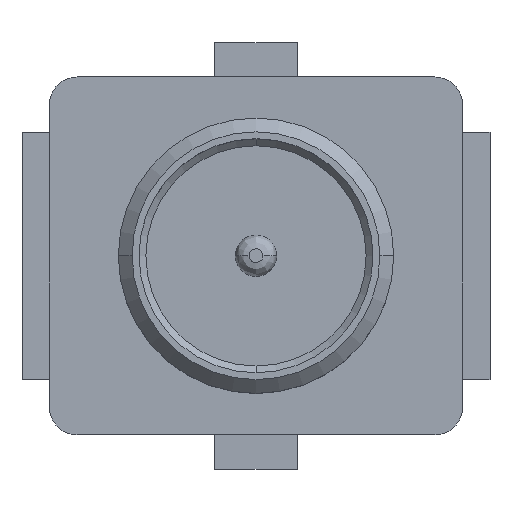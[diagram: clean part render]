
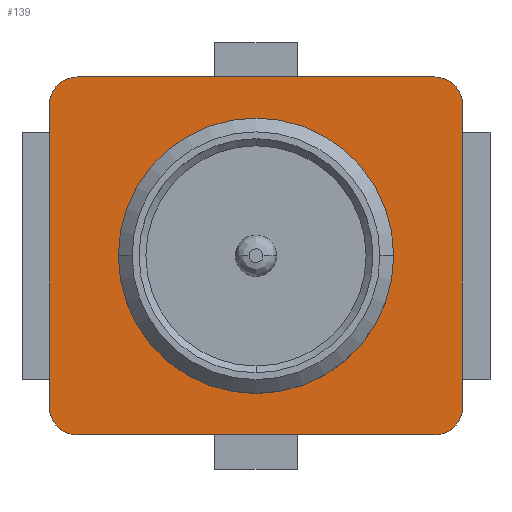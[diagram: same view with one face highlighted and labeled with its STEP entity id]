
A CAD part, top view. The second image highlights one B-rep face of the part: STEP entity #139.
In plain terms, the highlighted planar face has unit normal (0, 0, 1).
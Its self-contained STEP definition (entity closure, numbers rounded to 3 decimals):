
#45 = EDGE_CURVE ( 'NONE', #46, #333, #698, .T. ) ;
#46 = VERTEX_POINT ( 'NONE', #694 ) ;
#90 = EDGE_CURVE ( 'NONE', #333, #294, #907, .T. ) ;
#138 = EDGE_CURVE ( 'NONE', #151, #46, #1041, .T. ) ;
#139 = ADVANCED_FACE ( 'NONE', ( #1108 ), #1022, .T. ) ;
#140 = ORIENTED_EDGE ( 'NONE', *, *, #153, .T. ) ;
#141 = ORIENTED_EDGE ( 'NONE', *, *, #138, .T. ) ;
#142 = ORIENTED_EDGE ( 'NONE', *, *, #45, .T. ) ;
#143 = ORIENTED_EDGE ( 'NONE', *, *, #90, .T. ) ;
#144 = ORIENTED_EDGE ( 'NONE', *, *, #286, .T. ) ;
#145 = ORIENTED_EDGE ( 'NONE', *, *, #282, .T. ) ;
#146 = ORIENTED_EDGE ( 'NONE', *, *, #158, .T. ) ;
#147 = EDGE_LOOP ( 'NONE', ( #140, #141, #142, #143, #144, #145, #146, #332 ) ) ;
#151 = VERTEX_POINT ( 'NONE', #1017 ) ;
#153 = EDGE_CURVE ( 'NONE', #166, #151, #1015, .T. ) ;
#158 = EDGE_CURVE ( 'NONE', #281, #172, #1043, .T. ) ;
#159 = EDGE_CURVE ( 'NONE', #172, #166, #1169, .T. ) ;
#166 = VERTEX_POINT ( 'NONE', #1088 ) ;
#172 = VERTEX_POINT ( 'NONE', #1083 ) ;
#281 = VERTEX_POINT ( 'NONE', #1539 ) ;
#282 = EDGE_CURVE ( 'NONE', #295, #281, #1538, .T. ) ;
#286 = EDGE_CURVE ( 'NONE', #294, #295, #1532, .T. ) ;
#294 = VERTEX_POINT ( 'NONE', #1623 ) ;
#295 = VERTEX_POINT ( 'NONE', #1618 ) ;
#332 = ORIENTED_EDGE ( 'NONE', *, *, #159, .T. ) ;
#333 = VERTEX_POINT ( 'NONE', #1756 ) ;
#694 = CARTESIAN_POINT ( 'NONE',  ( 1.3, 1.3, 0.35 ) ) ;
#695 = DIRECTION ( 'NONE',  ( -1., 0., 0. ) ) ;
#696 = VECTOR ( 'NONE', #695, 1000. ) ;
#697 = CARTESIAN_POINT ( 'NONE',  ( 0., 1.3, 0.35 ) ) ;
#698 = LINE ( 'NONE', #697, #696 ) ;
#863 = DIRECTION ( 'NONE',  ( -1., 0., 0. ) ) ;
#864 = DIRECTION ( 'NONE',  ( 0., 0., 1. ) ) ;
#865 = CARTESIAN_POINT ( 'NONE',  ( -1.3, 1.1, 0.35 ) ) ;
#866 = AXIS2_PLACEMENT_3D ( 'NONE', #865, #864, #863 ) ;
#907 = CIRCLE ( 'NONE', #866, 0.2 ) ;
#1012 = DIRECTION ( 'NONE',  ( 0., 1., 0. ) ) ;
#1013 = VECTOR ( 'NONE', #1012, 1000. ) ;
#1014 = CARTESIAN_POINT ( 'NONE',  ( 1.5, 0., 0.35 ) ) ;
#1015 = LINE ( 'NONE', #1014, #1013 ) ;
#1017 = CARTESIAN_POINT ( 'NONE',  ( 1.5, 1.1, 0.35 ) ) ;
#1018 = DIRECTION ( 'NONE',  ( 1., 0., 0. ) ) ;
#1019 = DIRECTION ( 'NONE',  ( 0., 0., 1. ) ) ;
#1020 = CARTESIAN_POINT ( 'NONE',  ( 0., 0., 0.35 ) ) ;
#1021 = AXIS2_PLACEMENT_3D ( 'NONE', #1020, #1019, #1018 ) ;
#1022 = PLANE ( 'NONE',  #1021 ) ;
#1037 = DIRECTION ( 'NONE',  ( -1., 0., 0. ) ) ;
#1038 = DIRECTION ( 'NONE',  ( 0., 0., 1. ) ) ;
#1039 = CARTESIAN_POINT ( 'NONE',  ( 1.3, 1.1, 0.35 ) ) ;
#1040 = AXIS2_PLACEMENT_3D ( 'NONE', #1039, #1038, #1037 ) ;
#1041 = CIRCLE ( 'NONE', #1040, 0.2 ) ;
#1042 = CARTESIAN_POINT ( 'NONE',  ( 0., -1.3, 0.35 ) ) ;
#1043 = LINE ( 'NONE', #1042, #1172 ) ;
#1083 = CARTESIAN_POINT ( 'NONE',  ( 1.3, -1.3, 0.35 ) ) ;
#1088 = CARTESIAN_POINT ( 'NONE',  ( 1.5, -1.1, 0.35 ) ) ;
#1108 = FACE_OUTER_BOUND ( 'NONE', #147, .T. ) ;
#1165 = DIRECTION ( 'NONE',  ( -1., 0., 0. ) ) ;
#1166 = DIRECTION ( 'NONE',  ( 0., 0., 1. ) ) ;
#1167 = CARTESIAN_POINT ( 'NONE',  ( 1.3, -1.1, 0.35 ) ) ;
#1168 = AXIS2_PLACEMENT_3D ( 'NONE', #1167, #1166, #1165 ) ;
#1169 = CIRCLE ( 'NONE', #1168, 0.2 ) ;
#1171 = DIRECTION ( 'NONE',  ( 1., 0., 0. ) ) ;
#1172 = VECTOR ( 'NONE', #1171, 1000. ) ;
#1529 = DIRECTION ( 'NONE',  ( 0., -1., 0. ) ) ;
#1530 = VECTOR ( 'NONE', #1529, 1000. ) ;
#1531 = CARTESIAN_POINT ( 'NONE',  ( -1.5, 0., 0.35 ) ) ;
#1532 = LINE ( 'NONE', #1531, #1530 ) ;
#1534 = DIRECTION ( 'NONE',  ( -1., 0., 0. ) ) ;
#1535 = DIRECTION ( 'NONE',  ( 0., 0., 1. ) ) ;
#1536 = CARTESIAN_POINT ( 'NONE',  ( -1.3, -1.1, 0.35 ) ) ;
#1537 = AXIS2_PLACEMENT_3D ( 'NONE', #1536, #1535, #1534 ) ;
#1538 = CIRCLE ( 'NONE', #1537, 0.2 ) ;
#1539 = CARTESIAN_POINT ( 'NONE',  ( -1.3, -1.3, 0.35 ) ) ;
#1618 = CARTESIAN_POINT ( 'NONE',  ( -1.5, -1.1, 0.35 ) ) ;
#1623 = CARTESIAN_POINT ( 'NONE',  ( -1.5, 1.1, 0.35 ) ) ;
#1756 = CARTESIAN_POINT ( 'NONE',  ( -1.3, 1.3, 0.35 ) ) ;
